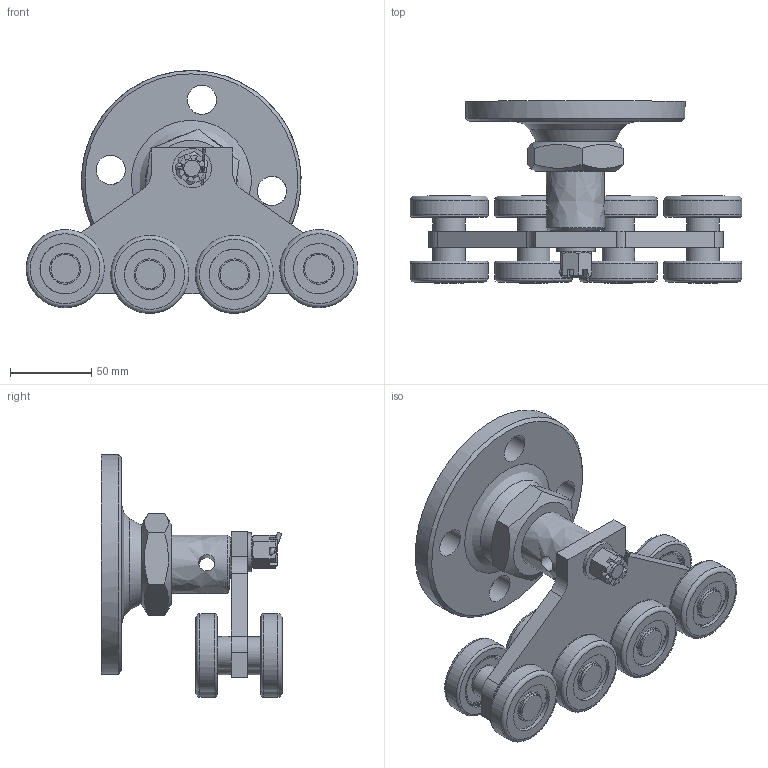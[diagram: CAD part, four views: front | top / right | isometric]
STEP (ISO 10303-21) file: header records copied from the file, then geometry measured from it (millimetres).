
FILE_DESCRIPTION(('STEP AP203'), '1');
FILE_NAME('×åðòåæ1', '2015-09-28T06:50:34', (''), (''), 'ASCON STEP Converter 1.3', 'ASCON Math Kernel', '');
FILE_SCHEMA(('CONFIG_CONTROL_DESIGN'));
Length unit declared in the file: millimetre
Products named in the file (2): 2; 3
Assembly tree (1 placements, depth 2):
  2
    3
Bounding box: 204 x 111.75 x 149.29 mm (x, y, z)
Surface area: 150186.7 mm2 (no closed solid volume)
Topology: 0 solids, 1 shells, 446 faces, 937 edges, 601 vertices
Faces by surface type: bspline 268, plane 178
Entity records: 66826 total; most frequent: CARTESIAN_POINT 56964, ORIENTED_EDGE 1376, EDGE_LOOP 793, EDGE_CURVE 689, VERTEX_POINT 585, B_SPLINE_CURVE_WITH_KNOTS 547, DIRECTION 462, COLOUR_RGB 441
